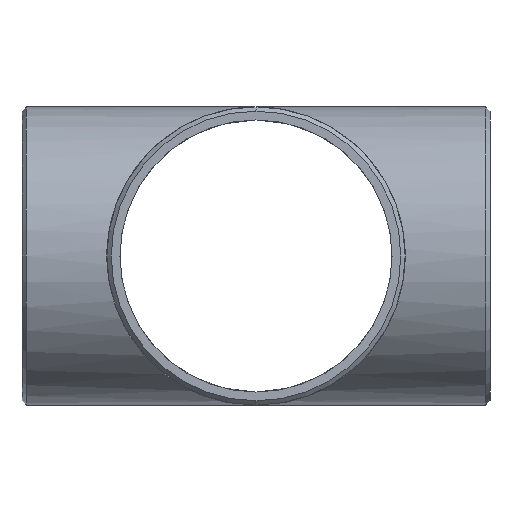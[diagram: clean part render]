
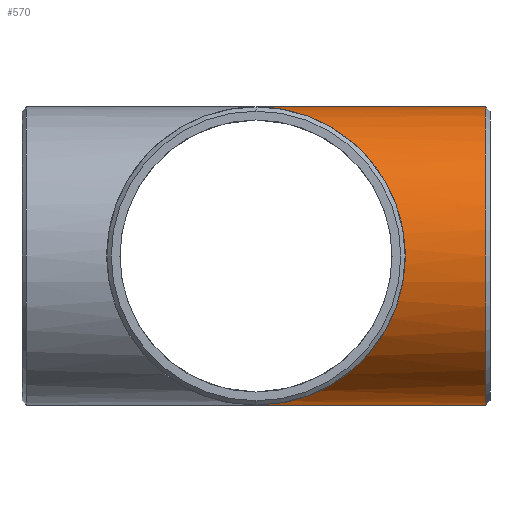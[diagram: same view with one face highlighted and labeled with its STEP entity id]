
A CAD part, left-side view. The second image highlights one B-rep face of the part: STEP entity #570.
In plain terms, the highlighted cylindrical face has radius 161.925 mm (diameter 323.85 mm), a partial arc.
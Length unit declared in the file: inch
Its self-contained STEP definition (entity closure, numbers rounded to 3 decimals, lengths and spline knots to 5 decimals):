
#25 = CARTESIAN_POINT ( 'NONE',  ( 0., -10., -6.375 ) ) ;
#30 = DIRECTION ( 'NONE',  ( 0., 0., -1. ) ) ;
#61 = CARTESIAN_POINT ( 'NONE',  ( 0., 0., 6.375 ) ) ;
#70 = EDGE_CURVE ( 'NONE', #732, #161, #320, .T. ) ;
#100 = EDGE_CURVE ( 'NONE', #732, #153, #695, .T. ) ;
#101 = LINE ( 'NONE', #170, #317 ) ;
#107 = DIRECTION ( 'NONE',  ( 0., 1., 0. ) ) ;
#116 = CARTESIAN_POINT ( 'NONE',  ( -12.75, -12.75, -6.375 ) ) ;
#153 = VERTEX_POINT ( 'NONE', #711 ) ;
#159 = DIRECTION ( 'NONE',  ( 0., 1., 0. ) ) ;
#161 = VERTEX_POINT ( 'NONE', #395 ) ;
#170 = CARTESIAN_POINT ( 'NONE',  ( 0., -10., 6.375 ) ) ;
#172 = CARTESIAN_POINT ( 'NONE',  ( 0., 0., -6.375 ) ) ;
#181 = CARTESIAN_POINT ( 'NONE',  ( 0., 0., 6.375 ) ) ;
#204 = ORIENTED_EDGE ( 'NONE', *, *, #100, .T. ) ;
#241 = VERTEX_POINT ( 'NONE', #181 ) ;
#281 = DIRECTION ( 'NONE',  ( 0., 0., -1. ) ) ;
#313 = ORIENTED_EDGE ( 'NONE', *, *, #336, .T. ) ;
#317 = VECTOR ( 'NONE', #107, 39.37008 ) ;
#320 = LINE ( 'NONE', #25, #461 ) ;
#333 = DIRECTION ( 'NONE',  ( 0., 1., 0. ) ) ;
#336 = EDGE_CURVE ( 'NONE', #153, #241, #101, .T. ) ;
#349 = CARTESIAN_POINT ( 'NONE',  ( -12.75, -12.75, 6.375 ) ) ;
#359 = CARTESIAN_POINT ( 'NONE',  ( 0., -9.81267, -6.375 ) ) ;
#379 = CARTESIAN_POINT ( 'NONE',  ( 0., -9.81267, 0. ) ) ;
#382 = AXIS2_PLACEMENT_3D ( 'NONE', #671, #654, #281 ) ;
#395 = CARTESIAN_POINT ( 'NONE',  ( 0., 0., -6.375 ) ) ;
#419 = CYLINDRICAL_SURFACE ( 'NONE', #382, 6.375 ) ;
#461 = VECTOR ( 'NONE', #333, 39.37008 ) ;
#528 = EDGE_LOOP ( 'NONE', ( #204, #313, #767, #629 ) ) ;
#558 = AXIS2_PLACEMENT_3D ( 'NONE', #379, #159, #30 ) ;
#570 = ADVANCED_FACE ( 'NONE', ( #609 ), #419, .T. ) ;
#583 =( BOUNDED_CURVE ( )  B_SPLINE_CURVE ( 3, ( #172, #116, #349, #61 ),
 .UNSPECIFIED., .F., .T. ) 
 B_SPLINE_CURVE_WITH_KNOTS ( ( 4, 4 ),
 ( 4.71239, 7.85398 ),
 .UNSPECIFIED. ) 
 CURVE ( )  GEOMETRIC_REPRESENTATION_ITEM ( )  RATIONAL_B_SPLINE_CURVE ( ( 1., 0.333, 0.333, 1. ) ) 
 REPRESENTATION_ITEM ( '' )  );
#609 = FACE_OUTER_BOUND ( 'NONE', #528, .T. ) ;
#629 = ORIENTED_EDGE ( 'NONE', *, *, #70, .F. ) ;
#654 = DIRECTION ( 'NONE',  ( 0., 1., 0. ) ) ;
#671 = CARTESIAN_POINT ( 'NONE',  ( 0., -10., 0. ) ) ;
#695 = CIRCLE ( 'NONE', #558, 6.375 ) ;
#711 = CARTESIAN_POINT ( 'NONE',  ( 0., -9.81267, 6.375 ) ) ;
#732 = VERTEX_POINT ( 'NONE', #359 ) ;
#741 = EDGE_CURVE ( 'NONE', #161, #241, #583, .T. ) ;
#767 = ORIENTED_EDGE ( 'NONE', *, *, #741, .F. ) ;
